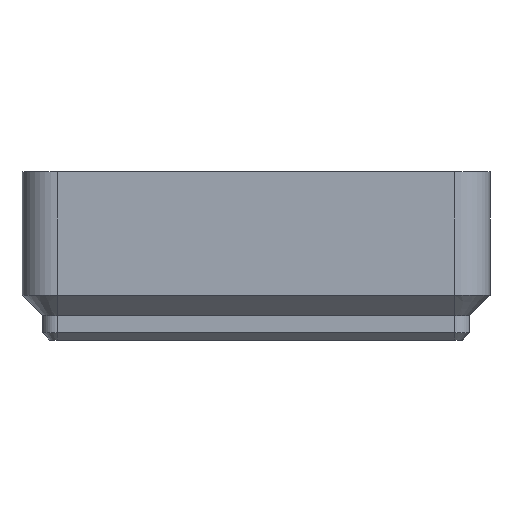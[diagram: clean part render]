
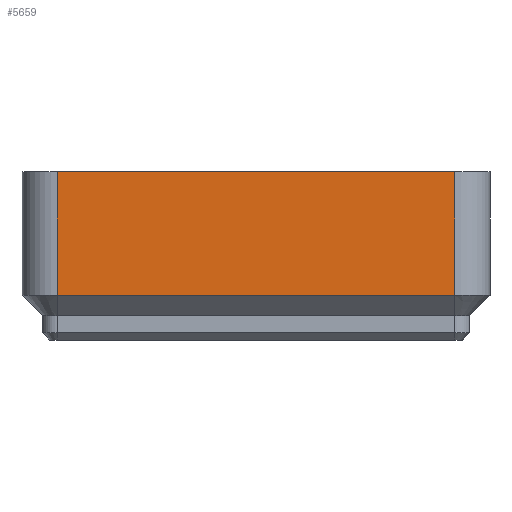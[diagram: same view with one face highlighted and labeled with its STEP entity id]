
A CAD part, front view. The second image highlights one B-rep face of the part: STEP entity #5659.
In plain terms, the highlighted planar face has unit normal (0, -1, 0).
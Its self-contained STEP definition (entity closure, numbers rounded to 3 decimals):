
#287=PLANE('',#6164);
#820=LINE('',#8970,#1451);
#971=LINE('',#9404,#1602);
#973=LINE('',#9409,#1604);
#975=LINE('',#9413,#1606);
#1451=VECTOR('',#7282,10.);
#1602=VECTOR('',#7755,10.);
#1604=VECTOR('',#7761,10.);
#1606=VECTOR('',#7767,10.);
#1979=FACE_OUTER_BOUND('',#2300,.T.);
#2300=EDGE_LOOP('',(#5326,#5327,#5328,#5329));
#2786=VERTEX_POINT('',#8963);
#2788=VERTEX_POINT('',#8969);
#2900=VERTEX_POINT('',#9401);
#2901=VERTEX_POINT('',#9403);
#3488=EDGE_CURVE('',#2786,#2788,#820,.T.);
#3703=EDGE_CURVE('',#2901,#2900,#971,.T.);
#3706=EDGE_CURVE('',#2900,#2788,#973,.T.);
#3708=EDGE_CURVE('',#2786,#2901,#975,.T.);
#5326=ORIENTED_EDGE('',*,*,#3708,.T.);
#5327=ORIENTED_EDGE('',*,*,#3703,.T.);
#5328=ORIENTED_EDGE('',*,*,#3706,.T.);
#5329=ORIENTED_EDGE('',*,*,#3488,.F.);
#5659=ADVANCED_FACE('',(#1979),#287,.T.);
#6164=AXIS2_PLACEMENT_3D('',#9421,#7779,#7780);
#7282=DIRECTION('',(-1.,0.,0.));
#7755=DIRECTION('',(-1.,0.,0.));
#7761=DIRECTION('',(0.,0.,-1.));
#7767=DIRECTION('',(0.,0.,1.));
#7779=DIRECTION('center_axis',(0.,-1.,0.));
#7780=DIRECTION('ref_axis',(1.,0.,0.));
#8963=CARTESIAN_POINT('',(45.75,0.,-0.25));
#8969=CARTESIAN_POINT('',(3.75,0.,-0.25));
#8970=CARTESIAN_POINT('',(41.5,0.,-0.25));
#9401=CARTESIAN_POINT('',(3.75,0.,12.8));
#9403=CARTESIAN_POINT('',(45.75,0.,12.8));
#9404=CARTESIAN_POINT('',(12.375,0.,12.8));
#9409=CARTESIAN_POINT('',(3.75,0.,0.));
#9413=CARTESIAN_POINT('',(45.75,0.,0.));
#9421=CARTESIAN_POINT('Origin',(0.,0.,0.));
